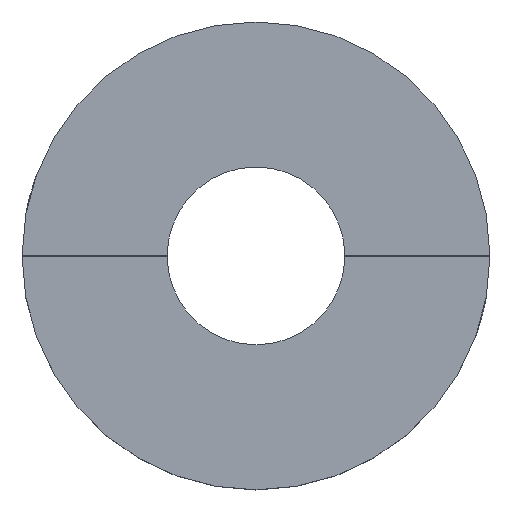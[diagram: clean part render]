
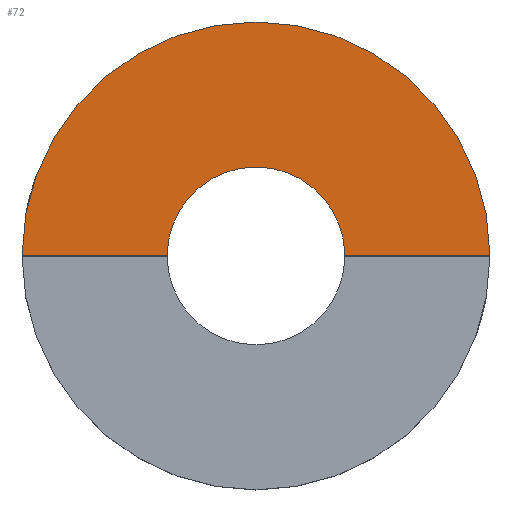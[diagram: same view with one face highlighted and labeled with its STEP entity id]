
A CAD part, top view. The second image highlights one B-rep face of the part: STEP entity #72.
In plain terms, the highlighted planar face has unit normal (0, 0, 1).
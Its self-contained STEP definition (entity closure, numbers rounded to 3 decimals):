
#72=ADVANCED_FACE('',(#121),#99,.T.);
#99=PLANE('',#606);
#121=FACE_OUTER_BOUND('',#149,.T.);
#149=EDGE_LOOP('',(#230,#231,#232,#233));
#181=CIRCLE('',#600,64.5);
#183=CIRCLE('',#603,24.5);
#230=ORIENTED_EDGE('',*,*,#419,.T.);
#231=ORIENTED_EDGE('',*,*,#428,.F.);
#232=ORIENTED_EDGE('',*,*,#424,.F.);
#233=ORIENTED_EDGE('',*,*,#429,.F.);
#368=VERTEX_POINT('',#905);
#369=VERTEX_POINT('',#906);
#372=VERTEX_POINT('',#914);
#373=VERTEX_POINT('',#916);
#419=EDGE_CURVE('',#368,#369,#181,.T.);
#424=EDGE_CURVE('',#372,#373,#183,.T.);
#428=EDGE_CURVE('',#373,#369,#496,.T.);
#429=EDGE_CURVE('',#368,#372,#497,.T.);
#496=LINE('',#922,#548);
#497=LINE('',#923,#549);
#548=VECTOR('',#693,1.);
#549=VECTOR('',#694,1.);
#600=AXIS2_PLACEMENT_3D('',#904,#675,#676);
#603=AXIS2_PLACEMENT_3D('',#915,#684,#685);
#606=AXIS2_PLACEMENT_3D('',#924,#695,#696);
#675=DIRECTION('',(0.,0.,1.));
#676=DIRECTION('',(1.,0.,0.));
#684=DIRECTION('',(0.,0.,1.));
#685=DIRECTION('',(1.,0.,0.));
#693=DIRECTION('',(-1.,0.,0.));
#694=DIRECTION('',(-1.,0.,0.));
#695=DIRECTION('',(0.,0.,1.));
#696=DIRECTION('',(1.,0.,0.));
#904=CARTESIAN_POINT('',(0.,0.,0.));
#905=CARTESIAN_POINT('',(64.5,0.1,0.));
#906=CARTESIAN_POINT('',(-64.5,0.1,0.));
#914=CARTESIAN_POINT('',(24.5,0.1,0.));
#915=CARTESIAN_POINT('',(0.,0.,0.));
#916=CARTESIAN_POINT('',(-24.5,0.1,0.));
#922=CARTESIAN_POINT('',(0.,0.1,0.));
#923=CARTESIAN_POINT('',(0.,0.1,0.));
#924=CARTESIAN_POINT('',(0.,0.,0.));
